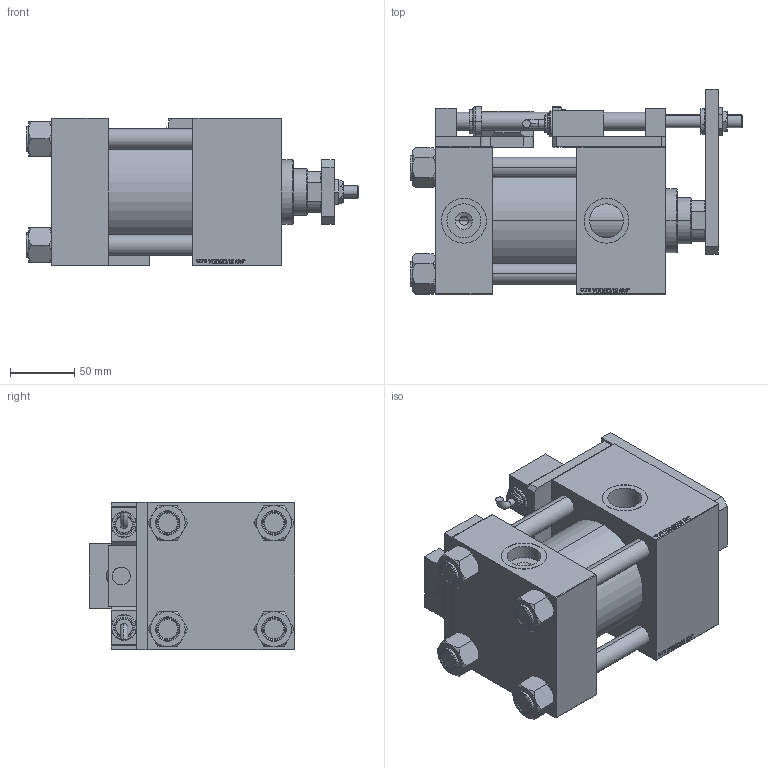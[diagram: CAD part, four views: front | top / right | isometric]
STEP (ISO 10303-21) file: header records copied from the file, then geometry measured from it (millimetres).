
FILE_DESCRIPTION (( 'STEP AP203' ), '1' );
FILE_NAME ('15d2.STEP', '2023-04-28T09:33:17', ( '' ), ( '' ), 'SwSTEP 2.0', 'SolidWorks 2019', '' );
FILE_SCHEMA (( 'CONFIG_CONTROL_DESIGN' ));
Length unit declared in the file: millimetre
Products named in the file (16): V215CD_SWITCH_Q_TYC 824825b6a8d13adb3598303ad869fc42; V215CD_SWITCH_Q_MAGNET 824825b6a8d13adb3598303ad869fc42; V215CD_SWITCH_Q_ZARAZKA 824825b6a8d13adb3598303ad869fc42; 15d2; V215CD_VC_C 824825b6a8d13adb3598303ad869fc42; V215CD_SWITCH_Q_NUT10 824825b6a8d13adb3598303ad869fc42; V215CD_SWITCH_Q_DIMA 824825b6a8d13adb3598303ad869fc42; V215CD_SWITCH_Q_SWITCH 824825b6a8d13adb3598303ad869fc42; V215CD_SWITCH_Q_NUT 824825b6a8d13adb3598303ad869fc42; NUT_M5_V215CD_C 824825b6a8d13adb3598303ad869fc42; V215CD_VCP_C 824825b6a8d13adb3598303ad869fc42; V215CD_SWITCH_Q_BLOK 824825b6a8d13adb3598303ad869fc42; V215CD_Body_C 824825b6a8d13adb3598303ad869fc42; V215CD_SWITCH_Q_PODLOZKA_FRONT 824825b6a8d13adb3598303ad869fc42; V215CD_C_TYCINKA 824825b6a8d13adb3598303ad869fc42; V215CD_SWITCH_Q_PODLOZKA_BACK 824825b6a8d13adb3598303ad869fc42
Assembly tree (24 placements, depth 2):
  15d2
    V215CD_Body_C 824825b6a8d13adb3598303ad869fc42
    V215CD_VC_C 824825b6a8d13adb3598303ad869fc42
    V215CD_VCP_C 824825b6a8d13adb3598303ad869fc42
    V215CD_C_TYCINKA 824825b6a8d13adb3598303ad869fc42  x4
    NUT_M5_V215CD_C 824825b6a8d13adb3598303ad869fc42  x4
    V215CD_SWITCH_Q_PODLOZKA_BACK 824825b6a8d13adb3598303ad869fc42
    V215CD_SWITCH_Q_PODLOZKA_FRONT 824825b6a8d13adb3598303ad869fc42
    V215CD_SWITCH_Q_DIMA 824825b6a8d13adb3598303ad869fc42
    V215CD_SWITCH_Q_BLOK 824825b6a8d13adb3598303ad869fc42  x2
    V215CD_SWITCH_Q_TYC 824825b6a8d13adb3598303ad869fc42
    V215CD_SWITCH_Q_NUT 824825b6a8d13adb3598303ad869fc42
    V215CD_SWITCH_Q_NUT10 824825b6a8d13adb3598303ad869fc42
    V215CD_SWITCH_Q_ZARAZKA 824825b6a8d13adb3598303ad869fc42
    V215CD_SWITCH_Q_SWITCH 824825b6a8d13adb3598303ad869fc42  x2
    V215CD_SWITCH_Q_MAGNET 824825b6a8d13adb3598303ad869fc42  x2
Bounding box: 258.5 x 160 x 115 mm (x, y, z)
Volume: 2080274.1 mm3; surface area: 359659.9 mm2
Topology: 24 solids, 24 shells, 1424 faces, 3542 edges, 2300 vertices
Faces by surface type: plane 695, bspline 392, cylinder 154, cone 147, torus 36
Entity records: 56341 total; most frequent: CARTESIAN_POINT 28070, ORIENTED_EDGE 6024, DIRECTION 4191, EDGE_CURVE 3012, VERTEX_POINT 1974, VECTOR 1821, LINE 1821, EDGE_LOOP 1352
